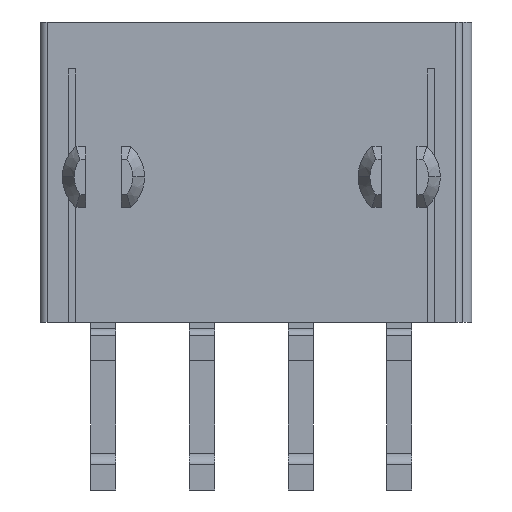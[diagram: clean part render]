
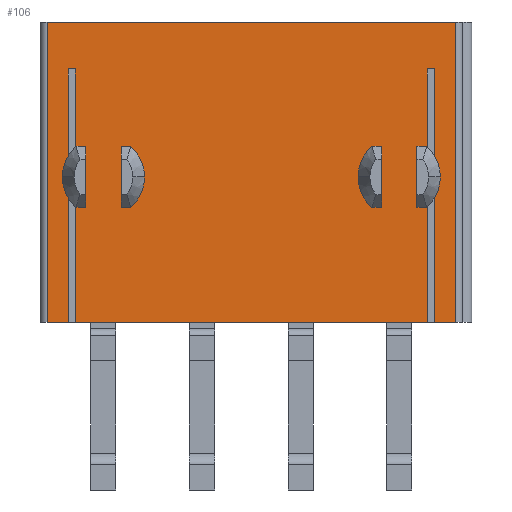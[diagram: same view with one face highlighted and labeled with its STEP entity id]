
A CAD part, front view. The second image highlights one B-rep face of the part: STEP entity #106.
In plain terms, the highlighted planar face has unit normal (0, -1, 0).
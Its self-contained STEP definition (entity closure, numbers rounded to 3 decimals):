
#106=ADVANCED_FACE('',(#399,#400,#401),#402,.T.);
#399=FACE_OUTER_BOUND('',#931,.T.);
#400=FACE_BOUND('',#932,.T.);
#401=FACE_BOUND('',#933,.T.);
#402=PLANE('',#934);
#931=EDGE_LOOP('',(#1612,#1613,#1614,#1615,#1616,#1617,#1618,#1619,#1620,#1621,#1622,#1623,#1624,#1625,#1626,#1627,#1628,#1629,#1630,#1631));
#932=EDGE_LOOP('',(#1632,#1633,#1634));
#933=EDGE_LOOP('',(#1635,#1636,#1637));
#934=AXIS2_PLACEMENT_3D('',#1638,#1639,#1640);
#1612=ORIENTED_EDGE('',*,*,#3518,.F.);
#1613=ORIENTED_EDGE('',*,*,#3519,.F.);
#1614=ORIENTED_EDGE('',*,*,#3520,.T.);
#1615=ORIENTED_EDGE('',*,*,#3453,.T.);
#1616=ORIENTED_EDGE('',*,*,#3517,.F.);
#1617=ORIENTED_EDGE('',*,*,#3521,.F.);
#1618=ORIENTED_EDGE('',*,*,#3522,.T.);
#1619=ORIENTED_EDGE('',*,*,#3523,.F.);
#1620=ORIENTED_EDGE('',*,*,#3524,.F.);
#1621=ORIENTED_EDGE('',*,*,#3525,.T.);
#1622=ORIENTED_EDGE('',*,*,#3526,.T.);
#1623=ORIENTED_EDGE('',*,*,#3404,.T.);
#1624=ORIENTED_EDGE('',*,*,#3527,.F.);
#1625=ORIENTED_EDGE('',*,*,#3528,.F.);
#1626=ORIENTED_EDGE('',*,*,#3529,.T.);
#1627=ORIENTED_EDGE('',*,*,#3442,.T.);
#1628=ORIENTED_EDGE('',*,*,#3530,.T.);
#1629=ORIENTED_EDGE('',*,*,#3531,.T.);
#1630=ORIENTED_EDGE('',*,*,#3532,.T.);
#1631=ORIENTED_EDGE('',*,*,#3533,.F.);
#1632=ORIENTED_EDGE('',*,*,#3534,.T.);
#1633=ORIENTED_EDGE('',*,*,#3446,.T.);
#1634=ORIENTED_EDGE('',*,*,#3535,.T.);
#1635=ORIENTED_EDGE('',*,*,#3536,.T.);
#1636=ORIENTED_EDGE('',*,*,#3537,.T.);
#1637=ORIENTED_EDGE('',*,*,#3410,.T.);
#1638=CARTESIAN_POINT('',(9.0,0.4,0.0));
#1639=DIRECTION('',(0.0,-1.0,0.0));
#1640=DIRECTION('',(0.0,0.0,-1.0));
#3404=EDGE_CURVE('',#4090,#4088,#4091,.T.);
#3410=EDGE_CURVE('',#4096,#4100,#4102,.T.);
#3442=EDGE_CURVE('',#4162,#4160,#4163,.T.);
#3446=EDGE_CURVE('',#4170,#4167,#4171,.T.);
#3453=EDGE_CURVE('',#4184,#4182,#4185,.T.);
#3517=EDGE_CURVE('',#4302,#4182,#4304,.T.);
#3518=EDGE_CURVE('',#4305,#4306,#4307,.T.);
#3519=EDGE_CURVE('',#4308,#4305,#4309,.T.);
#3520=EDGE_CURVE('',#4308,#4184,#4310,.T.);
#3521=EDGE_CURVE('',#4311,#4302,#4312,.T.);
#3522=EDGE_CURVE('',#4311,#4313,#4314,.T.);
#3523=EDGE_CURVE('',#4315,#4313,#4316,.T.);
#3524=EDGE_CURVE('',#4317,#4315,#4318,.T.);
#3525=EDGE_CURVE('',#4317,#4319,#4320,.T.);
#3526=EDGE_CURVE('',#4319,#4090,#4321,.T.);
#3527=EDGE_CURVE('',#4322,#4088,#4323,.T.);
#3528=EDGE_CURVE('',#4324,#4322,#4325,.T.);
#3529=EDGE_CURVE('',#4324,#4162,#4326,.T.);
#3530=EDGE_CURVE('',#4160,#4327,#4328,.T.);
#3531=EDGE_CURVE('',#4327,#4329,#4330,.T.);
#3532=EDGE_CURVE('',#4329,#4331,#4332,.T.);
#3533=EDGE_CURVE('',#4306,#4331,#4333,.T.);
#3534=EDGE_CURVE('',#4334,#4170,#4335,.T.);
#3535=EDGE_CURVE('',#4167,#4334,#4336,.T.);
#3536=EDGE_CURVE('',#4100,#4337,#4338,.T.);
#3537=EDGE_CURVE('',#4337,#4096,#4339,.T.);
#4088=VERTEX_POINT('',#5109);
#4090=VERTEX_POINT('',#5112);
#4091=CIRCLE('',#5113,1.5);
#4096=VERTEX_POINT('',#5119);
#4100=VERTEX_POINT('',#5124);
#4102=CIRCLE('',#5127,1.5);
#4160=VERTEX_POINT('',#5210);
#4162=VERTEX_POINT('',#5213);
#4163=CIRCLE('',#5214,1.5);
#4167=VERTEX_POINT('',#5219);
#4170=VERTEX_POINT('',#5223);
#4171=CIRCLE('',#5224,1.5);
#4182=VERTEX_POINT('',#5238);
#4184=VERTEX_POINT('',#5240);
#4185=LINE('',#5241,#5242);
#4302=VERTEX_POINT('',#5417);
#4304=LINE('',#5419,#5420);
#4305=VERTEX_POINT('',#5421);
#4306=VERTEX_POINT('',#5422);
#4307=LINE('',#5423,#5424);
#4308=VERTEX_POINT('',#5425);
#4309=LINE('',#5426,#5427);
#4310=LINE('',#5428,#5429);
#4311=VERTEX_POINT('',#5430);
#4312=LINE('',#5431,#5432);
#4313=VERTEX_POINT('',#5433);
#4314=LINE('',#5434,#5435);
#4315=VERTEX_POINT('',#5436);
#4316=LINE('',#5437,#5438);
#4317=VERTEX_POINT('',#5439);
#4318=LINE('',#5440,#5441);
#4319=VERTEX_POINT('',#5442);
#4320=CIRCLE('',#5443,1.5);
#4321=LINE('',#5444,#5445);
#4322=VERTEX_POINT('',#5446);
#4323=LINE('',#5447,#5448);
#4324=VERTEX_POINT('',#5449);
#4325=LINE('',#5450,#5451);
#4326=LINE('',#5452,#5453);
#4327=VERTEX_POINT('',#5454);
#4328=LINE('',#5455,#5456);
#4329=VERTEX_POINT('',#5457);
#4330=CIRCLE('',#5458,1.5);
#4331=VERTEX_POINT('',#5459);
#4332=LINE('',#5460,#5461);
#4333=LINE('',#5462,#5463);
#4334=VERTEX_POINT('',#5464);
#4335=LINE('',#5465,#5466);
#4336=CIRCLE('',#5467,1.5);
#4337=VERTEX_POINT('',#5468);
#4338=LINE('',#5469,#5470);
#4339=CIRCLE('',#5471,1.5);
#5109=CARTESIAN_POINT('',(-7.5,0.4,-7.5));
#5112=CARTESIAN_POINT('',(-7.05,0.4,-7.899));
#5113=AXIS2_PLACEMENT_3D('',#6668,#6669,#6670);
#5119=CARTESIAN_POINT('',(-4.8,0.4,-6.6));
#5124=CARTESIAN_POINT('',(-5.55,0.4,-7.899));
#5127=AXIS2_PLACEMENT_3D('',#6680,#6681,#6682);
#5210=CARTESIAN_POINT('',(7.05,0.4,-7.899));
#5213=CARTESIAN_POINT('',(7.5,0.4,-7.5));
#5214=AXIS2_PLACEMENT_3D('',#6736,#6737,#6738);
#5219=CARTESIAN_POINT('',(4.8,0.4,-6.6));
#5223=CARTESIAN_POINT('',(5.55,0.4,-7.899));
#5224=AXIS2_PLACEMENT_3D('',#6744,#6745,#6746);
#5238=CARTESIAN_POINT('',(-8.7,0.4,0.0));
#5240=CARTESIAN_POINT('',(8.7,0.4,0.0));
#5241=CARTESIAN_POINT('',(8.7,0.4,0.0));
#5242=VECTOR('',#6759,17.4);
#5417=CARTESIAN_POINT('',(-8.7,0.4,-12.8));
#5419=CARTESIAN_POINT('',(-8.7,0.4,-12.8));
#5420=VECTOR('',#6833,12.8);
#5421=CARTESIAN_POINT('',(7.8,0.4,-12.8));
#5422=CARTESIAN_POINT('',(7.8,0.4,-2.0));
#5423=CARTESIAN_POINT('',(7.8,0.4,-12.8));
#5424=VECTOR('',#6834,10.8);
#5425=CARTESIAN_POINT('',(8.7,0.4,-12.8));
#5426=CARTESIAN_POINT('',(8.7,0.4,-12.8));
#5427=VECTOR('',#6835,0.9);
#5428=CARTESIAN_POINT('',(8.7,0.4,-12.8));
#5429=VECTOR('',#6836,12.8);
#5430=CARTESIAN_POINT('',(-7.8,0.4,-12.8));
#5431=CARTESIAN_POINT('',(-7.8,0.4,-12.8));
#5432=VECTOR('',#6837,0.9);
#5433=CARTESIAN_POINT('',(-7.8,0.4,-2.0));
#5434=CARTESIAN_POINT('',(-7.8,0.4,-12.8));
#5435=VECTOR('',#6838,10.8);
#5436=CARTESIAN_POINT('',(-7.5,0.4,-2.0));
#5437=CARTESIAN_POINT('',(-7.5,0.4,-2.0));
#5438=VECTOR('',#6839,0.3);
#5439=CARTESIAN_POINT('',(-7.5,0.4,-5.7));
#5440=CARTESIAN_POINT('',(-7.5,0.4,-5.7));
#5441=VECTOR('',#6840,3.7);
#5442=CARTESIAN_POINT('',(-7.05,0.4,-5.301));
#5443=AXIS2_PLACEMENT_3D('',#6841,#6842,#6843);
#5444=CARTESIAN_POINT('',(-7.05,0.4,-5.301));
#5445=VECTOR('',#6844,2.598);
#5446=CARTESIAN_POINT('',(-7.5,0.4,-12.8));
#5447=CARTESIAN_POINT('',(-7.5,0.4,-12.8));
#5448=VECTOR('',#6845,5.3);
#5449=CARTESIAN_POINT('',(7.5,0.4,-12.8));
#5450=CARTESIAN_POINT('',(7.5,0.4,-12.8));
#5451=VECTOR('',#6846,15.0);
#5452=CARTESIAN_POINT('',(7.5,0.4,-12.8));
#5453=VECTOR('',#6847,5.3);
#5454=CARTESIAN_POINT('',(7.05,0.4,-5.301));
#5455=CARTESIAN_POINT('',(7.05,0.4,-7.899));
#5456=VECTOR('',#6848,2.598);
#5457=CARTESIAN_POINT('',(7.5,0.4,-5.7));
#5458=AXIS2_PLACEMENT_3D('',#6849,#6850,#6851);
#5459=CARTESIAN_POINT('',(7.5,0.4,-2.0));
#5460=CARTESIAN_POINT('',(7.5,0.4,-5.7));
#5461=VECTOR('',#6852,3.7);
#5462=CARTESIAN_POINT('',(7.8,0.4,-2.0));
#5463=VECTOR('',#6853,0.3);
#5464=CARTESIAN_POINT('',(5.55,0.4,-5.301));
#5465=CARTESIAN_POINT('',(5.55,0.4,-5.301));
#5466=VECTOR('',#6854,2.598);
#5467=AXIS2_PLACEMENT_3D('',#6855,#6856,#6857);
#5468=CARTESIAN_POINT('',(-5.55,0.4,-5.301));
#5469=CARTESIAN_POINT('',(-5.55,0.4,-7.899));
#5470=VECTOR('',#6858,2.598);
#5471=AXIS2_PLACEMENT_3D('',#6859,#6860,#6861);
#6668=CARTESIAN_POINT('',(-6.3,0.4,-6.6));
#6669=DIRECTION('',(0.0,1.0,0.0));
#6670=DIRECTION('',(-0.5,0.0,-0.866));
#6680=CARTESIAN_POINT('',(-6.3,0.4,-6.6));
#6681=DIRECTION('',(-0.0,1.0,0.0));
#6682=DIRECTION('',(0.5,0.0,0.866));
#6736=CARTESIAN_POINT('',(6.3,0.4,-6.6));
#6737=DIRECTION('',(0.0,1.0,0.0));
#6738=DIRECTION('',(0.8,0.0,-0.6));
#6744=CARTESIAN_POINT('',(6.3,0.4,-6.6));
#6745=DIRECTION('',(0.0,1.0,0.0));
#6746=DIRECTION('',(-0.5,0.0,-0.866));
#6759=DIRECTION('',(-1.0,0.0,0.0));
#6833=DIRECTION('',(0.0,0.0,1.0));
#6834=DIRECTION('',(0.0,0.0,1.0));
#6835=DIRECTION('',(-1.0,0.0,0.0));
#6836=DIRECTION('',(0.0,0.0,1.0));
#6837=DIRECTION('',(-1.0,0.0,0.0));
#6838=DIRECTION('',(0.0,0.0,1.0));
#6839=DIRECTION('',(-1.0,0.0,0.0));
#6840=DIRECTION('',(0.0,0.0,1.0));
#6841=CARTESIAN_POINT('',(-6.3,0.4,-6.6));
#6842=DIRECTION('',(0.0,1.0,0.0));
#6843=DIRECTION('',(-0.8,0.0,0.6));
#6844=DIRECTION('',(0.0,0.0,-1.0));
#6845=DIRECTION('',(0.0,0.0,1.0));
#6846=DIRECTION('',(-1.0,0.0,0.0));
#6847=DIRECTION('',(0.0,0.0,1.0));
#6848=DIRECTION('',(0.0,0.0,1.0));
#6849=CARTESIAN_POINT('',(6.3,0.4,-6.6));
#6850=DIRECTION('',(-0.0,1.0,0.0));
#6851=DIRECTION('',(0.5,0.0,0.866));
#6852=DIRECTION('',(0.0,0.0,1.0));
#6853=DIRECTION('',(-1.0,0.0,0.0));
#6854=DIRECTION('',(0.0,0.0,-1.0));
#6855=CARTESIAN_POINT('',(6.3,0.4,-6.6));
#6856=DIRECTION('',(0.0,1.0,0.0));
#6857=DIRECTION('',(-0.5,0.0,-0.866));
#6858=DIRECTION('',(0.0,0.0,1.0));
#6859=CARTESIAN_POINT('',(-6.3,0.4,-6.6));
#6860=DIRECTION('',(-0.0,1.0,0.0));
#6861=DIRECTION('',(0.5,0.0,0.866));
